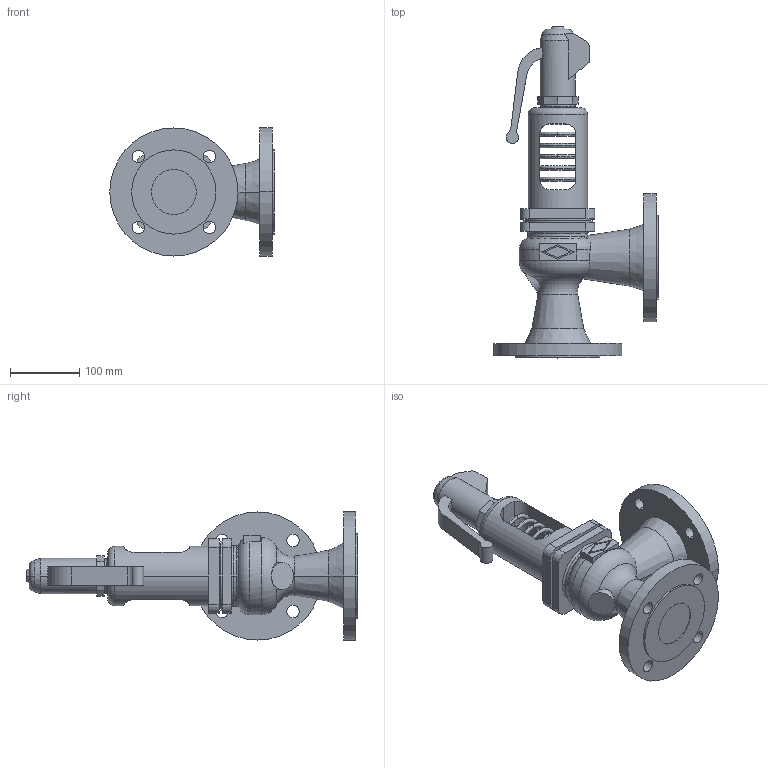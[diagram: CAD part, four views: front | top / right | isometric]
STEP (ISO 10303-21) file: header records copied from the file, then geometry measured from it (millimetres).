
FILE_DESCRIPTION(('Creo Elements/Direct Modeling STEP Export'),'2;1');
FILE_NAME('c000001750.stp','2013-12-03T 9:53:24',(''),(''),'Creo Elements/Direct Modeling STEP processor for AP214 (Solid Model)','Creo Elements/Direct Modeling 17.0D 15-Jul-2011 (C) Parametric Technology GmbH','');
FILE_SCHEMA(('AUTOMOTIVE_DESIGN { 1 0 10303 214 1 1 1 1 }'));
Length unit declared in the file: millimetre
Products named in the file (1): 1
Bounding box: 237.5 x 479.5 x 185 mm (x, y, z)
Volume: 3437718.3 mm3; surface area: 317351.6 mm2
Topology: 1 solids, 1 shells, 180 faces, 485 edges, 311 vertices
Faces by surface type: plane 66, cylinder 63, torus 39, cone 12
Entity records: 6608 total; most frequent: CARTESIAN_POINT 2274, ORIENTED_EDGE 970, DIRECTION 823, EDGE_CURVE 485, AXIS2_PLACEMENT_3D 318, VERTEX_POINT 311, EDGE_LOOP 222, VECTOR 187
